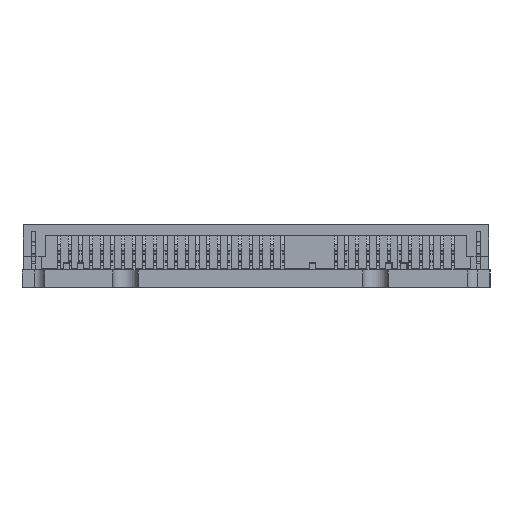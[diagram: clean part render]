
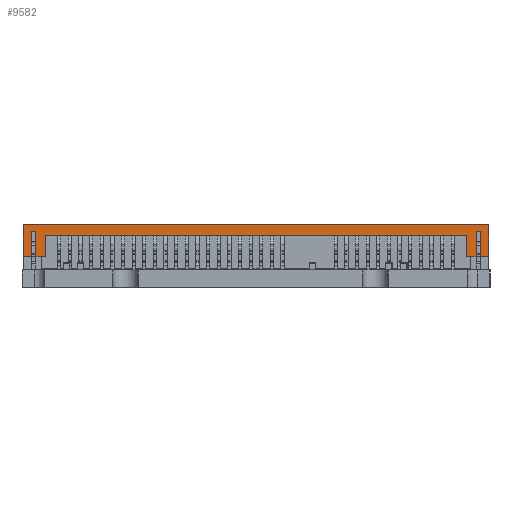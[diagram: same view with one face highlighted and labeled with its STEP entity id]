
A CAD part, left-side view. The second image highlights one B-rep face of the part: STEP entity #9582.
In plain terms, the highlighted face is planar.
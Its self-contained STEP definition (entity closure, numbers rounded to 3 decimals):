
#4725 = VERTEX_POINT('',#4726);
#4726 = CARTESIAN_POINT('',(-10.95,2.13,-2.95));
#4732 = EDGE_CURVE('',#4725,#4733,#4735,.T.);
#4733 = VERTEX_POINT('',#4734);
#4734 = CARTESIAN_POINT('',(-10.95,0.63,-2.95));
#4735 = LINE('',#4736,#4737);
#4736 = CARTESIAN_POINT('',(-10.95,2.13,-2.95));
#4737 = VECTOR('',#4738,1.);
#4738 = DIRECTION('',(0.,-1.,0.));
#4974 = VERTEX_POINT('',#4975);
#4975 = CARTESIAN_POINT('',(10.95,0.63,-2.95));
#4981 = EDGE_CURVE('',#4974,#4982,#4984,.T.);
#4982 = VERTEX_POINT('',#4983);
#4983 = CARTESIAN_POINT('',(10.95,2.13,-2.95));
#4984 = LINE('',#4985,#4986);
#4985 = CARTESIAN_POINT('',(10.95,2.13,-2.95));
#4986 = VECTOR('',#4987,1.);
#4987 = DIRECTION('',(0.,1.,0.));
#5265 = EDGE_CURVE('',#4982,#4725,#5266,.T.);
#5266 = LINE('',#5267,#5268);
#5267 = CARTESIAN_POINT('',(0.,2.13,-2.95));
#5268 = VECTOR('',#5269,1.);
#5269 = DIRECTION('',(-1.,0.,0.));
#5294 = EDGE_CURVE('',#5295,#4733,#5297,.T.);
#5295 = VERTEX_POINT('',#5296);
#5296 = CARTESIAN_POINT('',(-10.55,0.63,-2.95));
#5297 = LINE('',#5298,#5299);
#5298 = CARTESIAN_POINT('',(-10.95,0.63,-2.95));
#5299 = VECTOR('',#5300,1.);
#5300 = DIRECTION('',(-1.,0.,0.));
#5349 = EDGE_CURVE('',#5350,#5295,#5352,.T.);
#5350 = VERTEX_POINT('',#5351);
#5351 = CARTESIAN_POINT('',(-10.55,1.8,-2.95));
#5352 = LINE('',#5353,#5354);
#5353 = CARTESIAN_POINT('',(-10.55,0.6,-2.95));
#5354 = VECTOR('',#5355,1.);
#5355 = DIRECTION('',(0.,-1.,0.));
#5491 = VERTEX_POINT('',#5492);
#5492 = CARTESIAN_POINT('',(-10.35,0.63,-2.95));
#5498 = EDGE_CURVE('',#5499,#5491,#5501,.T.);
#5499 = VERTEX_POINT('',#5500);
#5500 = CARTESIAN_POINT('',(-9.885,0.63,-2.95));
#5501 = LINE('',#5502,#5503);
#5502 = CARTESIAN_POINT('',(-10.95,0.63,-2.95));
#5503 = VECTOR('',#5504,1.);
#5504 = DIRECTION('',(-1.,0.,0.));
#5541 = VERTEX_POINT('',#5542);
#5542 = CARTESIAN_POINT('',(-10.35,1.8,-2.95));
#5548 = EDGE_CURVE('',#5541,#5491,#5549,.T.);
#5549 = LINE('',#5550,#5551);
#5550 = CARTESIAN_POINT('',(-10.35,0.6,-2.95));
#5551 = VECTOR('',#5552,1.);
#5552 = DIRECTION('',(0.,-1.,0.));
#7961 = VERTEX_POINT('',#7962);
#7962 = CARTESIAN_POINT('',(9.885,0.63,-2.95));
#7968 = EDGE_CURVE('',#7969,#7961,#7971,.T.);
#7969 = VERTEX_POINT('',#7970);
#7970 = CARTESIAN_POINT('',(10.35,0.63,-2.95));
#7971 = LINE('',#7972,#7973);
#7972 = CARTESIAN_POINT('',(9.885,0.63,-2.95));
#7973 = VECTOR('',#7974,1.);
#7974 = DIRECTION('',(-1.,0.,0.));
#8023 = EDGE_CURVE('',#8024,#7969,#8026,.T.);
#8024 = VERTEX_POINT('',#8025);
#8025 = CARTESIAN_POINT('',(10.35,1.8,-2.95));
#8026 = LINE('',#8027,#8028);
#8027 = CARTESIAN_POINT('',(10.35,0.6,-2.95));
#8028 = VECTOR('',#8029,1.);
#8029 = DIRECTION('',(0.,-1.,0.));
#8165 = VERTEX_POINT('',#8166);
#8166 = CARTESIAN_POINT('',(10.55,0.63,-2.95));
#8172 = EDGE_CURVE('',#4974,#8165,#8173,.T.);
#8173 = LINE('',#8174,#8175);
#8174 = CARTESIAN_POINT('',(9.885,0.63,-2.95));
#8175 = VECTOR('',#8176,1.);
#8176 = DIRECTION('',(-1.,0.,0.));
#8199 = VERTEX_POINT('',#8200);
#8200 = CARTESIAN_POINT('',(10.55,1.8,-2.95));
#8206 = EDGE_CURVE('',#8199,#8165,#8207,.T.);
#8207 = LINE('',#8208,#8209);
#8208 = CARTESIAN_POINT('',(10.55,0.6,-2.95));
#8209 = VECTOR('',#8210,1.);
#8210 = DIRECTION('',(0.,-1.,0.));
#9582 = ADVANCED_FACE('',(#9583),#9630,.F.);
#9583 = FACE_BOUND('',#9584,.T.);
#9584 = EDGE_LOOP('',(#9585,#9586,#9592,#9593,#9594,#9595,#9596,#9597,
    #9598,#9599,#9605,#9606,#9607,#9615,#9623,#9629));
#9585 = ORIENTED_EDGE('',*,*,#5548,.F.);
#9586 = ORIENTED_EDGE('',*,*,#9587,.F.);
#9587 = EDGE_CURVE('',#5350,#5541,#9588,.T.);
#9588 = LINE('',#9589,#9590);
#9589 = CARTESIAN_POINT('',(-10.95,1.8,-2.95));
#9590 = VECTOR('',#9591,1.);
#9591 = DIRECTION('',(1.,0.,0.));
#9592 = ORIENTED_EDGE('',*,*,#5349,.T.);
#9593 = ORIENTED_EDGE('',*,*,#5294,.T.);
#9594 = ORIENTED_EDGE('',*,*,#4732,.F.);
#9595 = ORIENTED_EDGE('',*,*,#5265,.F.);
#9596 = ORIENTED_EDGE('',*,*,#4981,.F.);
#9597 = ORIENTED_EDGE('',*,*,#8172,.T.);
#9598 = ORIENTED_EDGE('',*,*,#8206,.F.);
#9599 = ORIENTED_EDGE('',*,*,#9600,.F.);
#9600 = EDGE_CURVE('',#8024,#8199,#9601,.T.);
#9601 = LINE('',#9602,#9603);
#9602 = CARTESIAN_POINT('',(-10.95,1.8,-2.95));
#9603 = VECTOR('',#9604,1.);
#9604 = DIRECTION('',(1.,0.,0.));
#9605 = ORIENTED_EDGE('',*,*,#8023,.T.);
#9606 = ORIENTED_EDGE('',*,*,#7968,.T.);
#9607 = ORIENTED_EDGE('',*,*,#9608,.F.);
#9608 = EDGE_CURVE('',#9609,#7961,#9611,.T.);
#9609 = VERTEX_POINT('',#9610);
#9610 = CARTESIAN_POINT('',(9.885,1.63,-2.95));
#9611 = LINE('',#9612,#9613);
#9612 = CARTESIAN_POINT('',(9.885,2.13,-2.95));
#9613 = VECTOR('',#9614,1.);
#9614 = DIRECTION('',(0.,-1.,0.));
#9615 = ORIENTED_EDGE('',*,*,#9616,.F.);
#9616 = EDGE_CURVE('',#9617,#9609,#9619,.T.);
#9617 = VERTEX_POINT('',#9618);
#9618 = CARTESIAN_POINT('',(-9.885,1.63,-2.95));
#9619 = LINE('',#9620,#9621);
#9620 = CARTESIAN_POINT('',(-10.95,1.63,-2.95));
#9621 = VECTOR('',#9622,1.);
#9622 = DIRECTION('',(1.,0.,0.));
#9623 = ORIENTED_EDGE('',*,*,#9624,.F.);
#9624 = EDGE_CURVE('',#5499,#9617,#9625,.T.);
#9625 = LINE('',#9626,#9627);
#9626 = CARTESIAN_POINT('',(-9.885,2.13,-2.95));
#9627 = VECTOR('',#9628,1.);
#9628 = DIRECTION('',(0.,1.,0.));
#9629 = ORIENTED_EDGE('',*,*,#5498,.T.);
#9630 = PLANE('',#9631);
#9631 = AXIS2_PLACEMENT_3D('',#9632,#9633,#9634);
#9632 = CARTESIAN_POINT('',(-10.95,2.13,-2.95));
#9633 = DIRECTION('',(0.,0.,1.));
#9634 = DIRECTION('',(1.,0.,0.));
